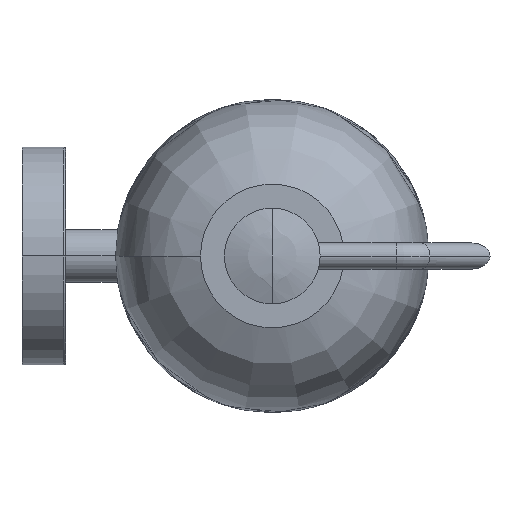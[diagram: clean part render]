
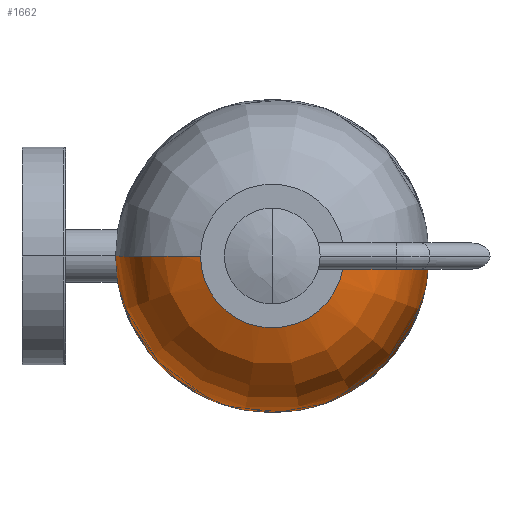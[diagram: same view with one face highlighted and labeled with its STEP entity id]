
A CAD part, front view. The second image highlights one B-rep face of the part: STEP entity #1662.
In plain terms, the highlighted face is a revolution surface.
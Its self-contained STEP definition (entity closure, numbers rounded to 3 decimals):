
#1100=CARTESIAN_POINT('',(35.,0.,
-13.5));
#1101=DIRECTION('',(0.,0.,1.));
#1102=DIRECTION('',(-1.,0.,0.));
#1103=AXIS2_PLACEMENT_3D('',#1100,#1101,#1102);
#1105=CARTESIAN_POINT('',(20.936,0.,
49.686));
#1106=CARTESIAN_POINT('',(7.795,0.,
45.69));
#1107=CARTESIAN_POINT('',(-0.008,0.,
33.837));
#1108=CARTESIAN_POINT('',(-0.99,0.,
15.19));
#1109=CARTESIAN_POINT('',(-1.,0.,
2.389));
#1110=CARTESIAN_POINT('',(-1.,0.,
-13.5));
#1112=CARTESIAN_POINT('',(35.,0.,
49.686));
#1113=DIRECTION('',(0.,0.,-1.));
#1114=DIRECTION('',(1.,0.,0.));
#1115=AXIS2_PLACEMENT_3D('',#1112,#1113,#1114);
#1117=CARTESIAN_POINT('',(49.064,0.,
49.686));
#1118=CARTESIAN_POINT('',(62.205,0.,
45.69));
#1119=CARTESIAN_POINT('',(70.009,0.,
33.837));
#1120=CARTESIAN_POINT('',(70.99,0.,
15.19));
#1121=CARTESIAN_POINT('',(71.,0.,
2.389));
#1122=CARTESIAN_POINT('',(71.001,0.,
-13.5));
#1501=VERTEX_POINT('',#1105);
#1502=VERTEX_POINT('',#1110);
#1505=CARTESIAN_POINT('',(49.064,0.,
49.686));
#1506=VERTEX_POINT('',#1505);
#1537=VERTEX_POINT('',#1122);
#1640=CARTESIAN_POINT('',(-1.,0.,
-14.235));
#1641=CARTESIAN_POINT('',(-1.,0.,
-13.988));
#1642=CARTESIAN_POINT('',(-1.,0.,
2.293));
#1643=CARTESIAN_POINT('',(-0.99,0.,
15.19));
#1644=CARTESIAN_POINT('',(-0.008,0.,
33.837));
#1645=CARTESIAN_POINT('',(7.865,0.,
45.796));
#1646=CARTESIAN_POINT('',(21.414,0.,
49.83));
#1647=CARTESIAN_POINT('',(21.657,0.,
49.901));
#1649=CARTESIAN_POINT('',(35.,0.,
21.234));
#1650=DIRECTION('',(0.,0.,1.));
#1651=AXIS1_PLACEMENT('',#1649,#1650);
#1652=SURFACE_OF_REVOLUTION('',#1648,#1651);
#1654=ORIENTED_EDGE('',*,*,#1653,.T.);
#1655=ORIENTED_EDGE('',*,*,#1634,.F.);
#1657=ORIENTED_EDGE('',*,*,#1656,.F.);
#1659=ORIENTED_EDGE('',*,*,#1658,.F.);
#1660=EDGE_LOOP('',(#1654,#1655,#1657,#1659));
#1661=FACE_OUTER_BOUND('',#1660,.F.);
#1662=ADVANCED_FACE('',(#1661),#1652,.T.);
#1104=CIRCLE('',#1103,36.001);
#1111=B_SPLINE_CURVE_WITH_KNOTS('',3,(#1105,#1106,#1107,#1108,#1109,#1110),
.UNSPECIFIED.,.F.,.F.,(4,1,1,4),(0.,0.331,0.671,1.),
.UNSPECIFIED.);
#1116=CIRCLE('',#1115,14.064);
#1123=B_SPLINE_CURVE_WITH_KNOTS('',3,(#1117,#1118,#1119,#1120,#1121,#1122),
.UNSPECIFIED.,.F.,.F.,(4,1,1,4),(0.,0.331,0.671,1.),
.UNSPECIFIED.);
#1634=EDGE_CURVE('',#1502,#1537,#1104,.T.);
#1648=B_SPLINE_CURVE_WITH_KNOTS('',3,(#1640,#1641,#1642,#1643,#1644,#1645,#1646,
#1647),.UNSPECIFIED.,.F.,.F.,(4,1,1,1,1,4),(0.,0.005,
0.331,0.667,0.994,1.),.UNSPECIFIED.);
#1653=EDGE_CURVE('',#1506,#1537,#1123,.T.);
#1656=EDGE_CURVE('',#1501,#1502,#1111,.T.);
#1658=EDGE_CURVE('',#1506,#1501,#1116,.T.);
